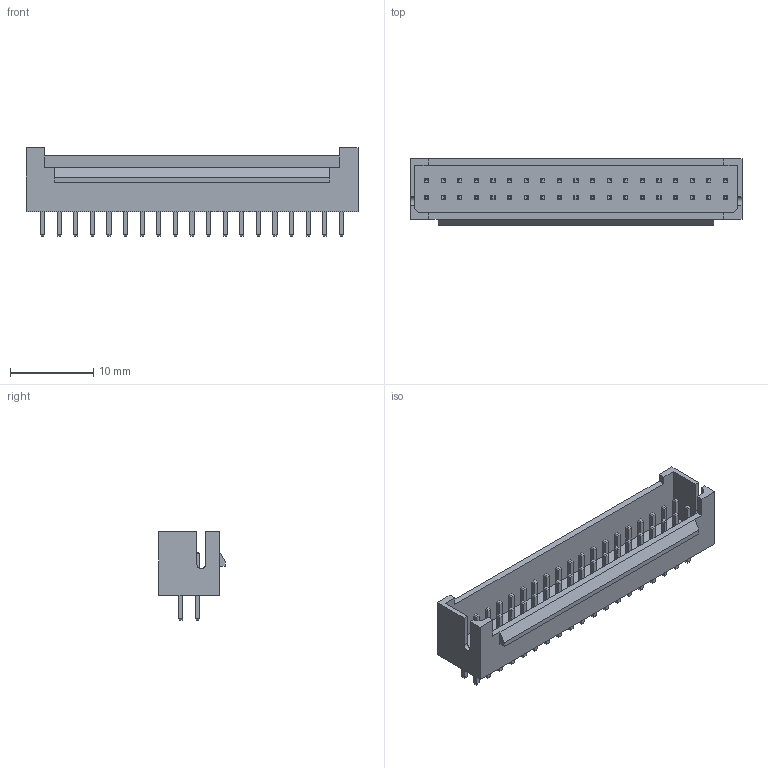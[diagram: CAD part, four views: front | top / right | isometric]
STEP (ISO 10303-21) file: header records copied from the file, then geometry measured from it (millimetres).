
FILE_DESCRIPTION (( 'STEP AP214' ), '1' );
FILE_NAME ('User Library-phb-2x19.STEP', '2021-01-23T07:43:17', ( '' ), ( '' ), 'SwSTEP 2.0', 'SolidWorks 2020', '' );
FILE_SCHEMA (( 'AUTOMOTIVE_DESIGN' ));
Length unit declared in the file: millimetre
Products named in the file (3): PHB-2X19; User Library-phb-2x19; PIN_0_5X0_5
Assembly tree (39 placements, depth 2):
  User Library-phb-2x19
    PHB-2X19
    PIN_0_5X0_5  x38
Bounding box: 40 x 8 x 10.7 mm (x, y, z)
Volume: 800.2 mm3; surface area: 2375 mm2
Topology: 39 solids, 39 shells, 717 faces, 1611 edges, 972 vertices
Faces by surface type: plane 715, cylinder 2
Entity records: 9140 total; most frequent: CARTESIAN_POINT 1196, ORIENTED_EDGE 1150, DIRECTION 1061, EDGE_CURVE 575, VECTOR 571, LINE 571, VERTEX_POINT 380, EDGE_LOOP 275
